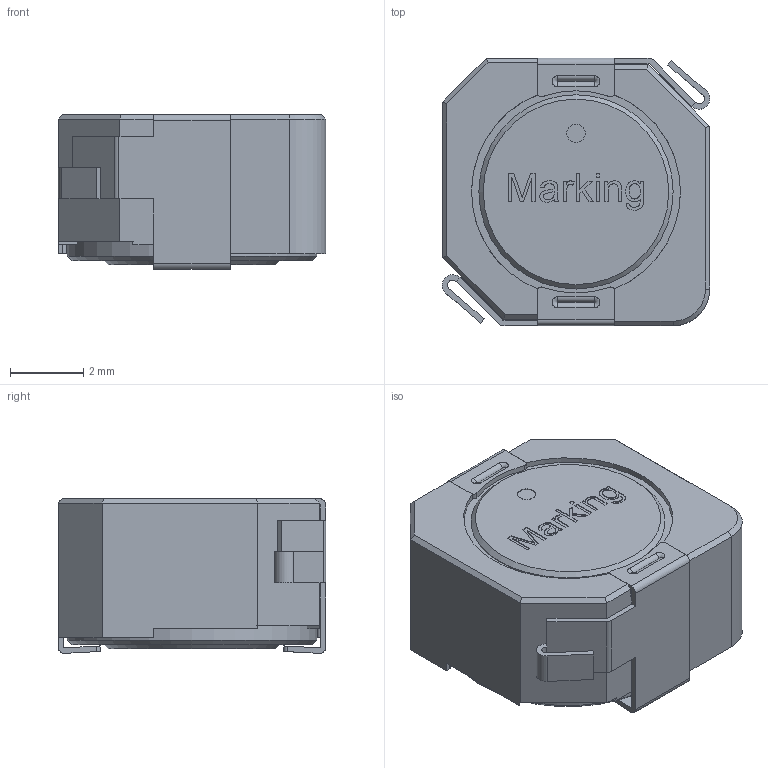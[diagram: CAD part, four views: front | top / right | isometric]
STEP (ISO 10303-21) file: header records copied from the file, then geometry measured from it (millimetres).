
FILE_DESCRIPTION(/* description */ ('Unknown'),/* implementation_level */ '2;1');
FILE_NAME(/* name */ '7447773xx',/* time_stamp */ '2019-06-25T09:27:40+02:00',/* author */ ('Unknown'),/* organization */ ('Unknown'),/* preprocessor_version */ 'ST-DEVELOPER v16.7',/* originating_system */ 'DEX',/* authorisation */ $);
FILE_SCHEMA (('AUTOMOTIVE_DESIGN {1 0 10303 214 3 1 1}'));
Length unit declared in the file: millimetre
Products named in the file (5): 7447773xx; base; core; shielding ring; glue
Assembly tree (5 placements, depth 2):
  7447773xx
    base  x2
    core
    shielding ring
    glue
Bounding box: 7.3 x 7.3 x 4.22 mm (x, y, z)
Volume: 161.9 mm3; surface area: 497.2 mm2
Topology: 5 solids, 5 shells, 235 faces, 596 edges, 387 vertices
Faces by surface type: plane 152, cylinder 47, bspline 16, cone 12, torus 8
Full cylindrical faces by diameter (mm): 0.5 x1, 3.2 x1, 5.3 x1, 5.7 x2, 6.8 x1
Entity records: 6762 total; most frequent: CARTESIAN_POINT 1842, ORIENTED_EDGE 914, DIRECTION 766, EDGE_CURVE 457, VERTEX_POINT 304, AXIS2_PLACEMENT_3D 258, LINE 250, VECTOR 250
